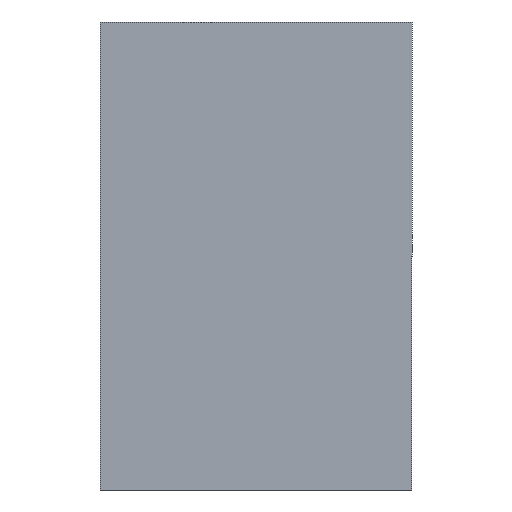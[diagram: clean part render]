
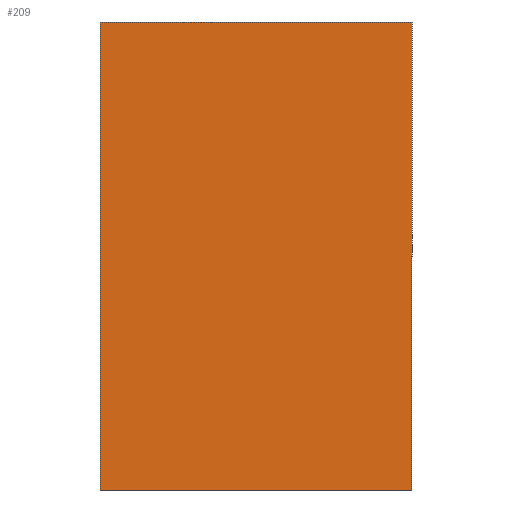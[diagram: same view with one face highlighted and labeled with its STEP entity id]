
A CAD part, front view. The second image highlights one B-rep face of the part: STEP entity #209.
In plain terms, the highlighted planar face has unit normal (0, -1, 0).
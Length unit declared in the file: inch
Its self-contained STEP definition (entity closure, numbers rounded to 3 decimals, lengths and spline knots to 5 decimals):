
#42 = DIRECTION ( 'NONE',  ( -1., 0., 0. ) ) ;
#43 = CARTESIAN_POINT ( 'NONE',  ( 0., 0., -1.5 ) ) ;
#44 = LINE ( 'NONE', #43, #180 ) ;
#45 = DIRECTION ( 'NONE',  ( 0., 0., -1. ) ) ;
#46 = DIRECTION ( 'NONE',  ( 0., -1., 0. ) ) ;
#47 = CARTESIAN_POINT ( 'NONE',  ( 0., 0., 0. ) ) ;
#48 = PLANE ( 'NONE',  #179 ) ;
#59 = DIRECTION ( 'NONE',  ( 0., 0., 1. ) ) ;
#60 = CARTESIAN_POINT ( 'NONE',  ( 0., 0., 0. ) ) ;
#61 = LINE ( 'NONE', #60, #172 ) ;
#65 = DIRECTION ( 'NONE',  ( 0., 0., -1. ) ) ;
#66 = CARTESIAN_POINT ( 'NONE',  ( 1., 0., -1.5 ) ) ;
#67 = LINE ( 'NONE', #66, #170 ) ;
#91 = DIRECTION ( 'NONE',  ( 1., 0., 0. ) ) ;
#92 = CARTESIAN_POINT ( 'NONE',  ( 1., 0., 0. ) ) ;
#93 = LINE ( 'NONE', #92, #164 ) ;
#112 = CARTESIAN_POINT ( 'NONE',  ( 0., 0., 0. ) ) ;
#113 = CARTESIAN_POINT ( 'NONE',  ( 1., 0., 0. ) ) ;
#116 = CARTESIAN_POINT ( 'NONE',  ( 1., 0., -1.5 ) ) ;
#118 = CARTESIAN_POINT ( 'NONE',  ( 0., 0., -1.5 ) ) ;
#141 = VERTEX_POINT ( 'NONE', #118 ) ;
#143 = VERTEX_POINT ( 'NONE', #116 ) ;
#146 = VERTEX_POINT ( 'NONE', #113 ) ;
#147 = VERTEX_POINT ( 'NONE', #112 ) ;
#149 = EDGE_LOOP ( 'NONE', ( #154, #155, #151, #153 ) ) ;
#151 = ORIENTED_EDGE ( 'NONE', *, *, #210, .F. ) ;
#153 = ORIENTED_EDGE ( 'NONE', *, *, #203, .F. ) ;
#154 = ORIENTED_EDGE ( 'NONE', *, *, #193, .F. ) ;
#155 = ORIENTED_EDGE ( 'NONE', *, *, #205, .F. ) ;
#164 = VECTOR ( 'NONE', #91, 39.37008 ) ;
#170 = VECTOR ( 'NONE', #65, 39.37008 ) ;
#172 = VECTOR ( 'NONE', #59, 39.37008 ) ;
#176 = FACE_OUTER_BOUND ( 'NONE', #149, .T. ) ;
#179 = AXIS2_PLACEMENT_3D ( 'NONE', #47, #46, #45 ) ;
#180 = VECTOR ( 'NONE', #42, 39.37008 ) ;
#193 = EDGE_CURVE ( 'NONE', #147, #146, #93, .T. ) ;
#203 = EDGE_CURVE ( 'NONE', #146, #143, #67, .T. ) ;
#205 = EDGE_CURVE ( 'NONE', #141, #147, #61, .T. ) ;
#209 = ADVANCED_FACE ( 'NONE', ( #176 ), #48, .T. ) ;
#210 = EDGE_CURVE ( 'NONE', #143, #141, #44, .T. ) ;
